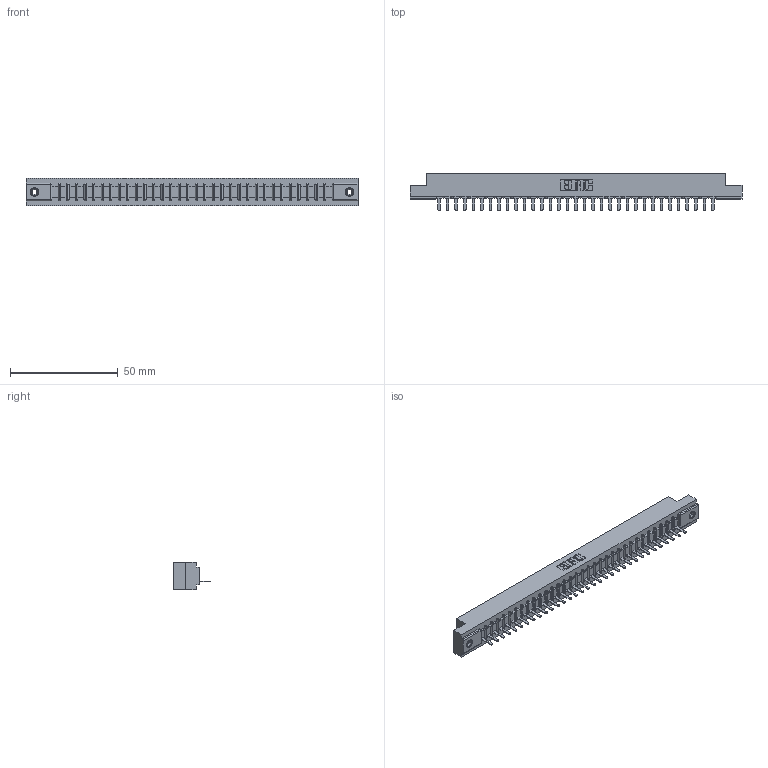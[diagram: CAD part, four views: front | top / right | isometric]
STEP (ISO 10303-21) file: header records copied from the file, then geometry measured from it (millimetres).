
FILE_DESCRIPTION (( 'STEP AP203' ), '1' );
FILE_NAME ('307-033-521-108.STEP', '2018-08-04T23:51:50', ( '' ), ( '' ), 'SwSTEP 2.0', 'SolidWorks 2016', '' );
FILE_SCHEMA (( 'CONFIG_CONTROL_DESIGN' ));
Length unit declared in the file: inch
Products named in the file (4): 307 Part_.156 Dia Mounting Holes; 307-290-002_521; 345-250-001_345-250-003-102; 307-033-521-108
Assembly tree (36 placements, depth 2):
  307-033-521-108
    307 Part_.156 Dia Mounting Holes
    307-290-002_521  x33
    345-250-001_345-250-003-102  x2
Bounding box: 153.77 x 17.42 x 12.7 mm (x, y, z)
Volume: 16383.8 mm3; surface area: 20428.4 mm2
Topology: 36 solids, 36 shells, 2654 faces, 8115 edges, 5310 vertices
Faces by surface type: plane 1587, cylinder 983, sphere 68, cone 12, torus 4
Entity records: 31303 total; most frequent: CARTESIAN_POINT 5259, ORIENTED_EDGE 5242, DIRECTION 5123, EDGE_CURVE 2621, LINE 2003, VECTOR 2003, VERTEX_POINT 1696, AXIS2_PLACEMENT_3D 1560
